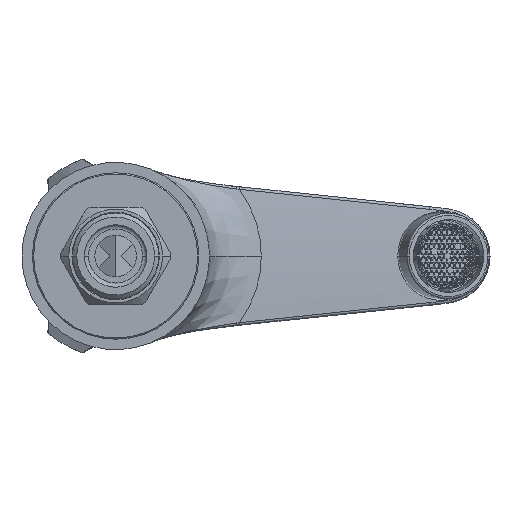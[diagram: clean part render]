
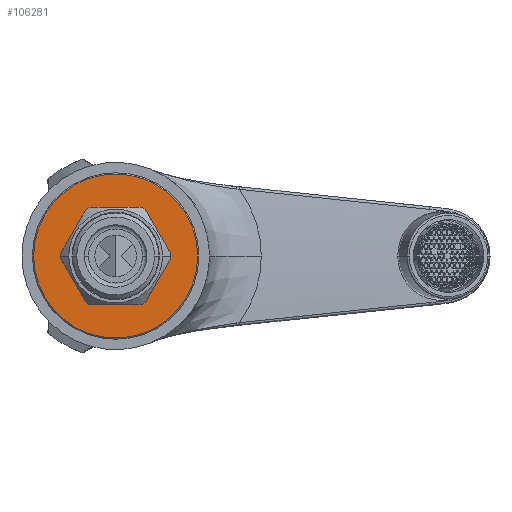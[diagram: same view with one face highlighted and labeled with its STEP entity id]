
A CAD part, front view. The second image highlights one B-rep face of the part: STEP entity #106281.
In plain terms, the highlighted planar face has unit normal (0, -1, 0).
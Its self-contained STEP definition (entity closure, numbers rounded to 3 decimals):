
#105715=CARTESIAN_POINT('',(0.,-2.,0.));
#105716=DIRECTION('',(0.,1.,0.));
#105717=DIRECTION('',(-0.999,0.,-0.043));
#105718=AXIS2_PLACEMENT_3D('',#105715,#105716,#105717);
#105737=CARTESIAN_POINT('',(0.,-2.,0.));
#105738=DIRECTION('',(0.,1.,0.));
#105739=DIRECTION('',(0.999,0.,0.043));
#105740=AXIS2_PLACEMENT_3D('',#105737,#105738,#105739);
#105760=CARTESIAN_POINT('',(0.,-2.,0.));
#105761=DIRECTION('',(0.,1.,0.));
#105762=DIRECTION('',(0.537,0.,-0.844));
#105763=AXIS2_PLACEMENT_3D('',#105760,#105761,#105762);
#105765=DIRECTION('',(-0.5,0.,-0.866));
#105766=VECTOR('',#105765,12.247);
#105767=CARTESIAN_POINT('',(13.238,-2.,-0.572));
#105768=LINE('',#105767,#105766);
#105769=DIRECTION('',(0.5,0.,-0.866));
#105770=VECTOR('',#105769,12.247);
#105771=CARTESIAN_POINT('',(7.114,-2.,11.178));
#105772=LINE('',#105771,#105770);
#105773=CARTESIAN_POINT('',(0.,-2.,0.));
#105774=DIRECTION('',(0.,-1.,0.));
#105775=DIRECTION('',(0.537,0.,0.844));
#105776=AXIS2_PLACEMENT_3D('',#105773,#105774,#105775);
#105778=DIRECTION('',(1.,0.,0.));
#105779=VECTOR('',#105778,12.247);
#105780=CARTESIAN_POINT('',(-6.124,-2.,11.75));
#105781=LINE('',#105780,#105779);
#105782=CARTESIAN_POINT('',(0.,-2.,0.));
#105783=DIRECTION('',(0.,-1.,0.));
#105784=DIRECTION('',(-0.462,0.,0.887));
#105785=AXIS2_PLACEMENT_3D('',#105782,#105783,#105784);
#105787=DIRECTION('',(0.5,0.,0.866));
#105788=VECTOR('',#105787,12.247);
#105789=CARTESIAN_POINT('',(-13.238,-2.,0.572));
#105790=LINE('',#105789,#105788);
#105791=DIRECTION('',(-0.5,0.,0.866));
#105792=VECTOR('',#105791,12.247);
#105793=CARTESIAN_POINT('',(-7.114,-2.,-11.178));
#105794=LINE('',#105793,#105792);
#105795=CARTESIAN_POINT('',(0.,-2.,0.));
#105796=DIRECTION('',(0.,1.,0.));
#105797=DIRECTION('',(-0.462,0.,-0.887));
#105798=AXIS2_PLACEMENT_3D('',#105795,#105796,#105797);
#105800=DIRECTION('',(-1.,0.,0.));
#105801=VECTOR('',#105800,12.247);
#105802=CARTESIAN_POINT('',(6.124,-2.,-11.75));
#105803=LINE('',#105802,#105801);
#105804=CARTESIAN_POINT('',(0.,-2.,0.));
#105805=DIRECTION('',(0.,1.,0.));
#105806=DIRECTION('',(-1.,0.,0.));
#105807=AXIS2_PLACEMENT_3D('',#105804,#105805,#105806);
#105809=CARTESIAN_POINT('',(0.,-2.,0.));
#105810=DIRECTION('',(0.,1.,0.));
#105811=DIRECTION('',(1.,0.,0.));
#105812=AXIS2_PLACEMENT_3D('',#105809,#105810,#105811);
#105925=CARTESIAN_POINT('',(-7.114,-2.,11.178));
#105927=VERTEX_POINT('',#105925);
#105929=CARTESIAN_POINT('',(-13.238,-2.,0.572));
#105931=VERTEX_POINT('',#105929);
#105933=CARTESIAN_POINT('',(6.124,-2.,11.75));
#105935=VERTEX_POINT('',#105933);
#105937=CARTESIAN_POINT('',(-6.124,-2.,11.75));
#105939=VERTEX_POINT('',#105937);
#105941=CARTESIAN_POINT('',(13.238,-2.,0.572));
#105943=VERTEX_POINT('',#105941);
#105945=CARTESIAN_POINT('',(7.114,-2.,11.178));
#105947=VERTEX_POINT('',#105945);
#105949=CARTESIAN_POINT('',(-13.238,-2.,-0.572));
#105951=VERTEX_POINT('',#105949);
#105953=CARTESIAN_POINT('',(-7.114,-2.,-11.178));
#105955=VERTEX_POINT('',#105953);
#105957=CARTESIAN_POINT('',(7.114,-2.,-11.178));
#105959=VERTEX_POINT('',#105957);
#105961=CARTESIAN_POINT('',(13.238,-2.,-0.572));
#105963=VERTEX_POINT('',#105961);
#105965=CARTESIAN_POINT('',(-6.124,-2.,-11.75));
#105967=VERTEX_POINT('',#105965);
#105969=CARTESIAN_POINT('',(6.124,-2.,-11.75));
#105971=VERTEX_POINT('',#105969);
#106001=CARTESIAN_POINT('',(-19.7,-2.,0.));
#106002=CARTESIAN_POINT('',(19.7,-2.,0.));
#106003=VERTEX_POINT('',#106001);
#106004=VERTEX_POINT('',#106002);
#106252=CARTESIAN_POINT('',(0.,-2.,0.));
#106253=DIRECTION('',(0.,-1.,0.));
#106254=DIRECTION('',(-1.,0.,0.));
#106255=AXIS2_PLACEMENT_3D('',#106252,#106253,#106254);
#106256=PLANE('',#106255);
#106258=ORIENTED_EDGE('',*,*,#106257,.T.);
#106260=ORIENTED_EDGE('',*,*,#106259,.T.);
#106261=EDGE_LOOP('',(#106258,#106260));
#106262=FACE_OUTER_BOUND('',#106261,.F.);
#106263=ORIENTED_EDGE('',*,*,#106152,.F.);
#106264=ORIENTED_EDGE('',*,*,#106247,.F.);
#106265=ORIENTED_EDGE('',*,*,#106227,.F.);
#106267=ORIENTED_EDGE('',*,*,#106266,.F.);
#106268=ORIENTED_EDGE('',*,*,#106213,.T.);
#106270=ORIENTED_EDGE('',*,*,#106269,.F.);
#106271=ORIENTED_EDGE('',*,*,#106181,.T.);
#106273=ORIENTED_EDGE('',*,*,#106272,.F.);
#106274=ORIENTED_EDGE('',*,*,#106199,.F.);
#106275=ORIENTED_EDGE('',*,*,#106140,.F.);
#106276=ORIENTED_EDGE('',*,*,#106169,.F.);
#106278=ORIENTED_EDGE('',*,*,#106277,.F.);
#106279=EDGE_LOOP('',(#106263,#106264,#106265,#106267,#106268,#106270,#106271,
#106273,#106274,#106275,#106276,#106278));
#106280=FACE_BOUND('',#106279,.F.);
#106281=ADVANCED_FACE('',(#106262,#106280),#106256,.T.);
#105719=CIRCLE('',#105718,13.25);
#105741=CIRCLE('',#105740,13.25);
#105764=CIRCLE('',#105763,13.25);
#105777=CIRCLE('',#105776,13.25);
#105786=CIRCLE('',#105785,13.25);
#105799=CIRCLE('',#105798,13.25);
#105808=CIRCLE('',#105807,19.7);
#105813=CIRCLE('',#105812,19.7);
#106140=EDGE_CURVE('',#105955,#105951,#105794,.T.);
#106152=EDGE_CURVE('',#105959,#105971,#105764,.T.);
#106169=EDGE_CURVE('',#105967,#105955,#105799,.T.);
#106181=EDGE_CURVE('',#105939,#105927,#105786,.T.);
#106199=EDGE_CURVE('',#105951,#105931,#105719,.T.);
#106213=EDGE_CURVE('',#105947,#105935,#105777,.T.);
#106227=EDGE_CURVE('',#105943,#105963,#105741,.T.);
#106247=EDGE_CURVE('',#105963,#105959,#105768,.T.);
#106257=EDGE_CURVE('',#106003,#106004,#105808,.T.);
#106259=EDGE_CURVE('',#106004,#106003,#105813,.T.);
#106266=EDGE_CURVE('',#105947,#105943,#105772,.T.);
#106269=EDGE_CURVE('',#105939,#105935,#105781,.T.);
#106272=EDGE_CURVE('',#105931,#105927,#105790,.T.);
#106277=EDGE_CURVE('',#105971,#105967,#105803,.T.);
